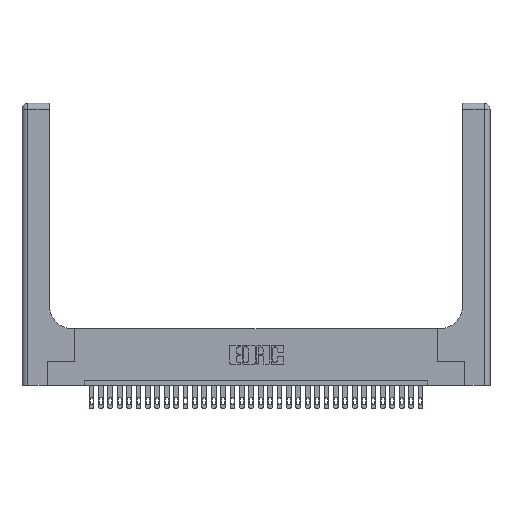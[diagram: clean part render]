
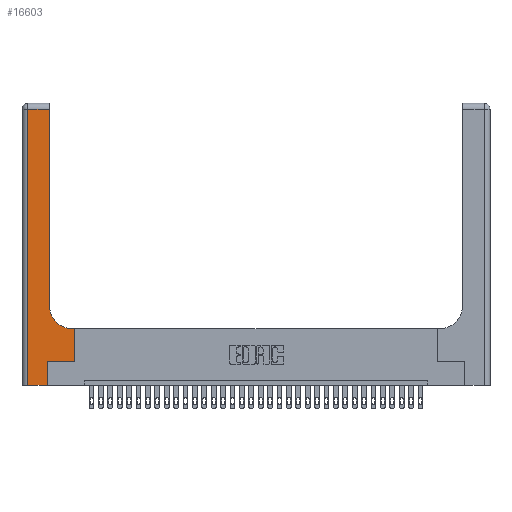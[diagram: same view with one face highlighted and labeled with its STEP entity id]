
A CAD part, top view. The second image highlights one B-rep face of the part: STEP entity #16603.
In plain terms, the highlighted planar face has unit normal (0, 0, 1).
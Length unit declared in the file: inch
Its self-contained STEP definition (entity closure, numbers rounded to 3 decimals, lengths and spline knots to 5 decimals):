
#85 = EDGE_CURVE ( 'NONE', #2607, #22002, #18181, .T. ) ;
#584 = VERTEX_POINT ( 'NONE', #24731 ) ;
#1045 = VERTEX_POINT ( 'NONE', #29883 ) ;
#1408 = EDGE_CURVE ( 'NONE', #584, #2607, #31248, .T. ) ;
#1748 = EDGE_CURVE ( 'NONE', #1045, #28281, #7327, .T. ) ;
#2473 = ORIENTED_EDGE ( 'NONE', *, *, #17645, .T. ) ;
#2607 = VERTEX_POINT ( 'NONE', #3704 ) ;
#3365 = CARTESIAN_POINT ( 'NONE',  ( 0.269, 0., 0.37 ) ) ;
#3704 = CARTESIAN_POINT ( 'NONE',  ( 0.5585, 0.6, 0.37 ) ) ;
#4093 = ORIENTED_EDGE ( 'NONE', *, *, #1748, .T. ) ;
#4762 = DIRECTION ( 'NONE',  ( 0., 1., 0. ) ) ;
#5091 = CARTESIAN_POINT ( 'NONE',  ( 0.2915, 3., 0.37 ) ) ;
#5724 = ORIENTED_EDGE ( 'NONE', *, *, #10501, .T. ) ;
#6978 = VECTOR ( 'NONE', #30742, 39.37008 ) ;
#7201 = ORIENTED_EDGE ( 'NONE', *, *, #14259, .T. ) ;
#7327 = LINE ( 'NONE', #32967, #8112 ) ;
#7430 = VERTEX_POINT ( 'NONE', #14530 ) ;
#7518 = CARTESIAN_POINT ( 'NONE',  ( 0., 3., 0.37 ) ) ;
#8112 = VECTOR ( 'NONE', #20412, 39.37008 ) ;
#8460 = CARTESIAN_POINT ( 'NONE',  ( 0.269, 0.25, 0.37 ) ) ;
#8569 = CARTESIAN_POINT ( 'NONE',  ( 0.5585, 0.25, 0.37 ) ) ;
#8640 = CARTESIAN_POINT ( 'NONE',  ( 0.2915, 2.94, 0.37 ) ) ;
#8696 = VECTOR ( 'NONE', #31281, 39.37008 ) ;
#9018 = VECTOR ( 'NONE', #4762, 39.37008 ) ;
#9144 = LINE ( 'NONE', #10542, #16771 ) ;
#10054 = VECTOR ( 'NONE', #29667, 39.37008 ) ;
#10501 = EDGE_CURVE ( 'NONE', #22002, #7430, #32937, .T. ) ;
#10542 = CARTESIAN_POINT ( 'NONE',  ( 0.269, 0.25, 0.37 ) ) ;
#11859 = CARTESIAN_POINT ( 'NONE',  ( 0.06, 3., 0.37 ) ) ;
#12725 = CARTESIAN_POINT ( 'NONE',  ( 0., 2.94, 0.37 ) ) ;
#12911 = CARTESIAN_POINT ( 'NONE',  ( 0.2915, 0.6, 0.37 ) ) ;
#14127 = VECTOR ( 'NONE', #26405, 39.37008 ) ;
#14259 = EDGE_CURVE ( 'NONE', #19862, #584, #9144, .T. ) ;
#14530 = CARTESIAN_POINT ( 'NONE',  ( 0.2915, 0.85, 0.37 ) ) ;
#15181 = CARTESIAN_POINT ( 'NONE',  ( 0.06, 2.94, 0.37 ) ) ;
#15948 = ORIENTED_EDGE ( 'NONE', *, *, #23096, .T. ) ;
#15980 = EDGE_CURVE ( 'NONE', #7430, #23653, #19047, .T. ) ;
#16603 = ADVANCED_FACE ( 'NONE', ( #30131 ), #17729, .F. ) ;
#16771 = VECTOR ( 'NONE', #28569, 39.37008 ) ;
#17645 = EDGE_CURVE ( 'NONE', #23653, #32343, #27709, .T. ) ;
#17729 = PLANE ( 'NONE',  #22528 ) ;
#18181 = LINE ( 'NONE', #12911, #6978 ) ;
#19047 = LINE ( 'NONE', #5091, #9018 ) ;
#19862 = VERTEX_POINT ( 'NONE', #8460 ) ;
#20412 = DIRECTION ( 'NONE',  ( 1., 0., 0. ) ) ;
#20903 = VECTOR ( 'NONE', #22813, 39.37008 ) ;
#21497 = ORIENTED_EDGE ( 'NONE', *, *, #1408, .T. ) ;
#21730 = DIRECTION ( 'NONE',  ( 0., 0., -1. ) ) ;
#21858 = DIRECTION ( 'NONE',  ( 1., 0., 0. ) ) ;
#22002 = VERTEX_POINT ( 'NONE', #28291 ) ;
#22528 = AXIS2_PLACEMENT_3D ( 'NONE', #7518, #25373, #30583 ) ;
#22813 = DIRECTION ( 'NONE',  ( -1., 0., 0. ) ) ;
#22870 = LINE ( 'NONE', #11859, #10054 ) ;
#23096 = EDGE_CURVE ( 'NONE', #28281, #19862, #23113, .T. ) ;
#23113 = LINE ( 'NONE', #3365, #8696 ) ;
#23653 = VERTEX_POINT ( 'NONE', #8640 ) ;
#24511 = CARTESIAN_POINT ( 'NONE',  ( 0.5415, 0.85, 0.37 ) ) ;
#24731 = CARTESIAN_POINT ( 'NONE',  ( 0.5585, 0.25, 0.37 ) ) ;
#25369 = AXIS2_PLACEMENT_3D ( 'NONE', #24511, #21730, #21858 ) ;
#25373 = DIRECTION ( 'NONE',  ( 0., 0., -1. ) ) ;
#26405 = DIRECTION ( 'NONE',  ( 0., 1., 0. ) ) ;
#26782 = ORIENTED_EDGE ( 'NONE', *, *, #15980, .T. ) ;
#26877 = CARTESIAN_POINT ( 'NONE',  ( 0.269, 0., 0.37 ) ) ;
#27163 = ORIENTED_EDGE ( 'NONE', *, *, #31560, .T. ) ;
#27709 = LINE ( 'NONE', #12725, #20903 ) ;
#28281 = VERTEX_POINT ( 'NONE', #26877 ) ;
#28291 = CARTESIAN_POINT ( 'NONE',  ( 0.5415, 0.6, 0.37 ) ) ;
#28569 = DIRECTION ( 'NONE',  ( 1., 0., 0. ) ) ;
#29667 = DIRECTION ( 'NONE',  ( 0., -1., 0. ) ) ;
#29883 = CARTESIAN_POINT ( 'NONE',  ( 0.06, 0., 0.37 ) ) ;
#30131 = FACE_OUTER_BOUND ( 'NONE', #30167, .T. ) ;
#30167 = EDGE_LOOP ( 'NONE', ( #26782, #2473, #27163, #4093, #15948, #7201, #21497, #31627, #5724 ) ) ;
#30583 = DIRECTION ( 'NONE',  ( -1., 0., 0. ) ) ;
#30742 = DIRECTION ( 'NONE',  ( -1., 0., 0. ) ) ;
#31248 = LINE ( 'NONE', #8569, #14127 ) ;
#31281 = DIRECTION ( 'NONE',  ( 0., 1., 0. ) ) ;
#31560 = EDGE_CURVE ( 'NONE', #32343, #1045, #22870, .T. ) ;
#31627 = ORIENTED_EDGE ( 'NONE', *, *, #85, .T. ) ;
#32343 = VERTEX_POINT ( 'NONE', #15181 ) ;
#32937 = CIRCLE ( 'NONE', #25369, 0.25 ) ;
#32967 = CARTESIAN_POINT ( 'NONE',  ( 0., 0., 0.37 ) ) ;
